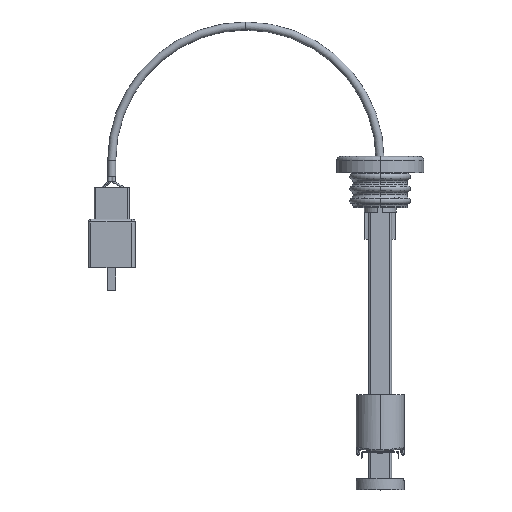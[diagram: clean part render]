
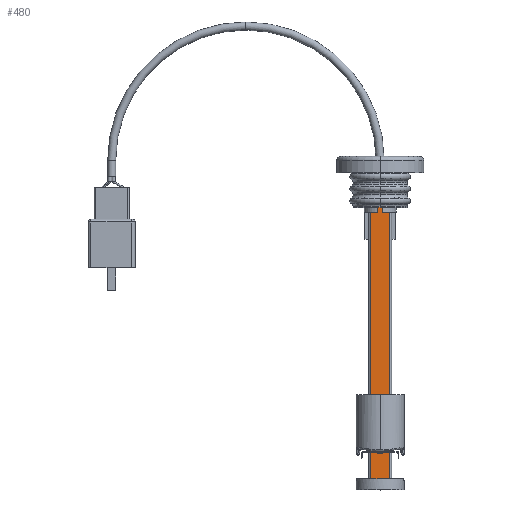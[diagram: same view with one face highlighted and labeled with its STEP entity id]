
A CAD part, top view. The second image highlights one B-rep face of the part: STEP entity #480.
In plain terms, the highlighted planar face has unit normal (0, 0, 1).
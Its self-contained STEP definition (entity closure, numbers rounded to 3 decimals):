
#371 = EDGE_CURVE ( 'NONE', #8865, #17892, #7165, .T. ) ;
#396 = LINE ( 'NONE', #5104, #13273 ) ;
#480 = ADVANCED_FACE ( 'NONE', ( #9047 ), #12179, .F. ) ;
#868 = CARTESIAN_POINT ( 'NONE',  ( 1., -15.6, 3.35 ) ) ;
#1097 = ORIENTED_EDGE ( 'NONE', *, *, #12806, .T. ) ;
#1109 = VECTOR ( 'NONE', #5876, 1000. ) ;
#1234 = LINE ( 'NONE', #11540, #1109 ) ;
#1489 = ORIENTED_EDGE ( 'NONE', *, *, #14518, .T. ) ;
#2383 = VECTOR ( 'NONE', #13841, 1000. ) ;
#3207 = DIRECTION ( 'NONE',  ( 0., 1., 0. ) ) ;
#3248 = CARTESIAN_POINT ( 'NONE',  ( -3.5, -118.6, 3.35 ) ) ;
#3860 = VERTEX_POINT ( 'NONE', #6084 ) ;
#4285 = CARTESIAN_POINT ( 'NONE',  ( -3.5, -118.6, 3.35 ) ) ;
#4730 = CARTESIAN_POINT ( 'NONE',  ( -1., -19.4, 3.35 ) ) ;
#5027 = CARTESIAN_POINT ( 'NONE',  ( 3.5, -118.6, 3.35 ) ) ;
#5104 = CARTESIAN_POINT ( 'NONE',  ( -3.5, -19.4, 3.35 ) ) ;
#5323 = ORIENTED_EDGE ( 'NONE', *, *, #16876, .T. ) ;
#5377 = VERTEX_POINT ( 'NONE', #9329 ) ;
#5876 = DIRECTION ( 'NONE',  ( 0., -1., 0. ) ) ;
#5945 = AXIS2_PLACEMENT_3D ( 'NONE', #19783, #9157, #8966 ) ;
#5956 = CARTESIAN_POINT ( 'NONE',  ( 1., -19.4, 3.35 ) ) ;
#6084 = CARTESIAN_POINT ( 'NONE',  ( -1., -15.6, 3.35 ) ) ;
#6366 = DIRECTION ( 'NONE',  ( -1., 0., 0. ) ) ;
#6488 = EDGE_LOOP ( 'NONE', ( #1097, #12386, #6585, #1489, #18567, #13265, #9294, #5323 ) ) ;
#6585 = ORIENTED_EDGE ( 'NONE', *, *, #18478, .F. ) ;
#7165 = LINE ( 'NONE', #17901, #15124 ) ;
#7875 = DIRECTION ( 'NONE',  ( 0., 1., 0. ) ) ;
#8865 = VERTEX_POINT ( 'NONE', #12164 ) ;
#8966 = DIRECTION ( 'NONE',  ( -1., 0., 0. ) ) ;
#8986 = LINE ( 'NONE', #12104, #12600 ) ;
#9047 = FACE_OUTER_BOUND ( 'NONE', #6488, .T. ) ;
#9157 = DIRECTION ( 'NONE',  ( 0., 0., -1. ) ) ;
#9294 = ORIENTED_EDGE ( 'NONE', *, *, #17882, .T. ) ;
#9329 = CARTESIAN_POINT ( 'NONE',  ( -3.5, -19.4, 3.35 ) ) ;
#9477 = VECTOR ( 'NONE', #19618, 1000. ) ;
#10896 = CARTESIAN_POINT ( 'NONE',  ( 3.5, -118.6, 3.35 ) ) ;
#11540 = CARTESIAN_POINT ( 'NONE',  ( -1., -15.6, 3.35 ) ) ;
#11787 = DIRECTION ( 'NONE',  ( -1., 0., 0. ) ) ;
#12079 = VECTOR ( 'NONE', #6366, 1000. ) ;
#12104 = CARTESIAN_POINT ( 'NONE',  ( -3.5, -118.6, 3.35 ) ) ;
#12164 = CARTESIAN_POINT ( 'NONE',  ( 3.5, -19.4, 3.35 ) ) ;
#12179 = PLANE ( 'NONE',  #5945 ) ;
#12200 = EDGE_CURVE ( 'NONE', #17892, #12338, #15069, .T. ) ;
#12338 = VERTEX_POINT ( 'NONE', #868 ) ;
#12386 = ORIENTED_EDGE ( 'NONE', *, *, #14435, .F. ) ;
#12600 = VECTOR ( 'NONE', #7875, 1000. ) ;
#12806 = EDGE_CURVE ( 'NONE', #15470, #5377, #396, .T. ) ;
#13265 = ORIENTED_EDGE ( 'NONE', *, *, #12200, .T. ) ;
#13273 = VECTOR ( 'NONE', #15525, 1000. ) ;
#13763 = CARTESIAN_POINT ( 'NONE',  ( 1., -15.6, 3.35 ) ) ;
#13841 = DIRECTION ( 'NONE',  ( 0., 1., 0. ) ) ;
#14032 = VERTEX_POINT ( 'NONE', #4285 ) ;
#14435 = EDGE_CURVE ( 'NONE', #14032, #5377, #8986, .T. ) ;
#14518 = EDGE_CURVE ( 'NONE', #17273, #8865, #15437, .T. ) ;
#14709 = CARTESIAN_POINT ( 'NONE',  ( -1., -15.6, 3.35 ) ) ;
#14790 = LINE ( 'NONE', #14709, #9477 ) ;
#15069 = LINE ( 'NONE', #13763, #15481 ) ;
#15124 = VECTOR ( 'NONE', #11787, 1000. ) ;
#15437 = LINE ( 'NONE', #5027, #2383 ) ;
#15470 = VERTEX_POINT ( 'NONE', #4730 ) ;
#15481 = VECTOR ( 'NONE', #3207, 1000. ) ;
#15525 = DIRECTION ( 'NONE',  ( -1., 0., 0. ) ) ;
#16863 = LINE ( 'NONE', #3248, #12079 ) ;
#16876 = EDGE_CURVE ( 'NONE', #3860, #15470, #1234, .T. ) ;
#17273 = VERTEX_POINT ( 'NONE', #10896 ) ;
#17882 = EDGE_CURVE ( 'NONE', #12338, #3860, #14790, .T. ) ;
#17892 = VERTEX_POINT ( 'NONE', #5956 ) ;
#17901 = CARTESIAN_POINT ( 'NONE',  ( -3.5, -19.4, 3.35 ) ) ;
#18478 = EDGE_CURVE ( 'NONE', #17273, #14032, #16863, .T. ) ;
#18567 = ORIENTED_EDGE ( 'NONE', *, *, #371, .T. ) ;
#19618 = DIRECTION ( 'NONE',  ( -1., 0., 0. ) ) ;
#19783 = CARTESIAN_POINT ( 'NONE',  ( -3.5, -118.6, 3.35 ) ) ;
